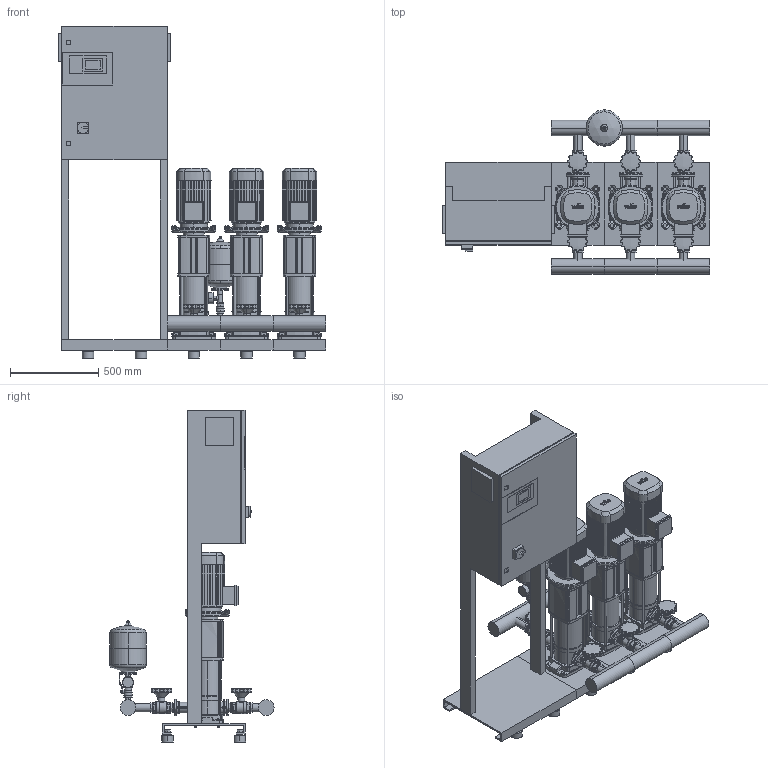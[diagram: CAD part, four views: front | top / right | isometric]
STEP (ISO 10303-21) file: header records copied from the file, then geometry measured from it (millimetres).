
FILE_DESCRIPTION((''),'2;1');
FILE_NAME('3d_COR-3HELIXV1605_K_CC-01-2532266.stp','2016-01-22T13:57:20',(''),(''),'Mechanical Desktop 2009','Mechanical Desktop 2009',', , ');
FILE_SCHEMA(('CONFIG_CONTROL_DESIGN'));
Length unit declared in the file: millimetre
Products named in the file (1): Product
Bounding box: 1520 x 932.45 x 1885 mm (x, y, z)
Volume: 233433735.6 mm3; surface area: 11426929.1 mm2
Topology: 154 solids, 154 shells, 5227 faces, 13589 edges, 8899 vertices
Faces by surface type: plane 2247, cylinder 1326, bspline 1304, cone 242, torus 88, sphere 20
Entity records: 171004 total; most frequent: CARTESIAN_POINT 43001, ORIENTED_EDGE 27154, DIRECTION 24983, EDGE_CURVE 13577, VERTEX_POINT 8894, VECTOR 8701, LINE 8701, AXIS2_PLACEMENT_3D 8141
